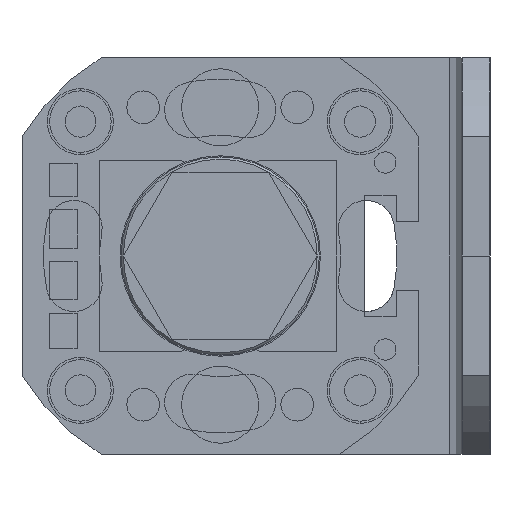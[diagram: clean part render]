
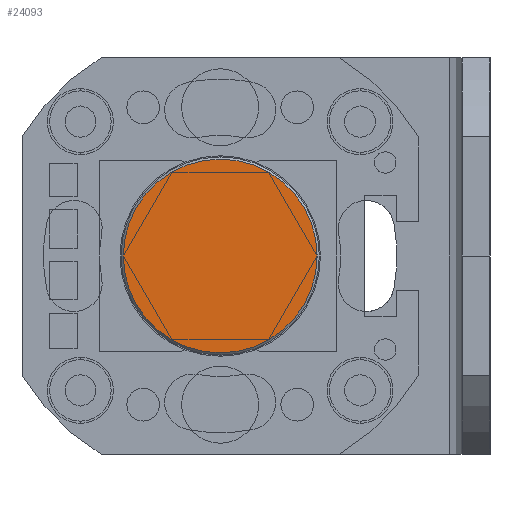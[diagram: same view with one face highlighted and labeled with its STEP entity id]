
A CAD part, left-side view. The second image highlights one B-rep face of the part: STEP entity #24093.
In plain terms, the highlighted planar face has unit normal (-1, 0, 0).
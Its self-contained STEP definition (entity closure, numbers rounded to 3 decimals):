
#1764 = PLANE ( 'NONE',  #19290 ) ;
#3042 = FACE_OUTER_BOUND ( 'NONE', #15771, .T. ) ;
#4091 = EDGE_CURVE ( 'NONE', #10854, #20826, #23969, .T. ) ;
#5328 = DIRECTION ( 'NONE',  ( 0., 0., -1. ) ) ;
#5489 = DIRECTION ( 'NONE',  ( 0., 0., 1. ) ) ;
#6008 = AXIS2_PLACEMENT_3D ( 'NONE', #12397, #14076, #19716 ) ;
#6575 = ORIENTED_EDGE ( 'NONE', *, *, #4091, .F. ) ;
#6889 = CARTESIAN_POINT ( 'NONE',  ( 147.61, 288.489, 292.727 ) ) ;
#7171 = CARTESIAN_POINT ( 'NONE',  ( 147.61, 288.489, 283.927 ) ) ;
#8505 = AXIS2_PLACEMENT_3D ( 'NONE', #7171, #20213, #5328 ) ;
#9275 = CARTESIAN_POINT ( 'NONE',  ( 147.61, 288.489, 283.927 ) ) ;
#10471 = ORIENTED_EDGE ( 'NONE', *, *, #13570, .F. ) ;
#10854 = VERTEX_POINT ( 'NONE', #6889 ) ;
#12397 = CARTESIAN_POINT ( 'NONE',  ( 147.61, 288.489, 283.927 ) ) ;
#13570 = EDGE_CURVE ( 'NONE', #20826, #10854, #14711, .T. ) ;
#14076 = DIRECTION ( 'NONE',  ( 1., 0., 0. ) ) ;
#14711 = CIRCLE ( 'NONE', #8505, 8.8 ) ;
#15771 = EDGE_LOOP ( 'NONE', ( #10471, #6575 ) ) ;
#16607 = DIRECTION ( 'NONE',  ( -1., 0., 0. ) ) ;
#18557 = CARTESIAN_POINT ( 'NONE',  ( 147.61, 288.489, 275.127 ) ) ;
#19290 = AXIS2_PLACEMENT_3D ( 'NONE', #9275, #16607, #5489 ) ;
#19716 = DIRECTION ( 'NONE',  ( 0., 0., -1. ) ) ;
#20213 = DIRECTION ( 'NONE',  ( 1., 0., 0. ) ) ;
#20826 = VERTEX_POINT ( 'NONE', #18557 ) ;
#23969 = CIRCLE ( 'NONE', #6008, 8.8 ) ;
#24093 = ADVANCED_FACE ( 'NONE', ( #3042 ), #1764, .T. ) ;
